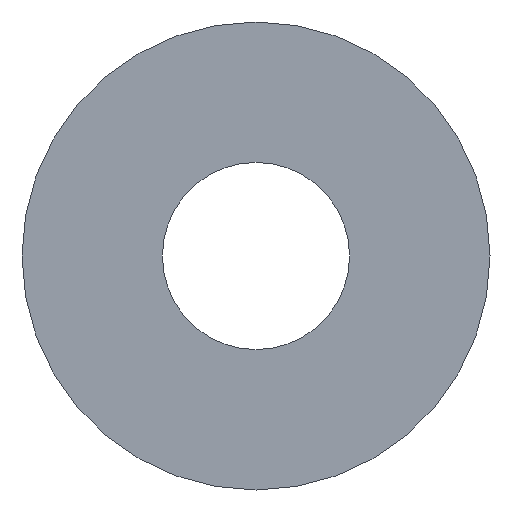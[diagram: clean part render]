
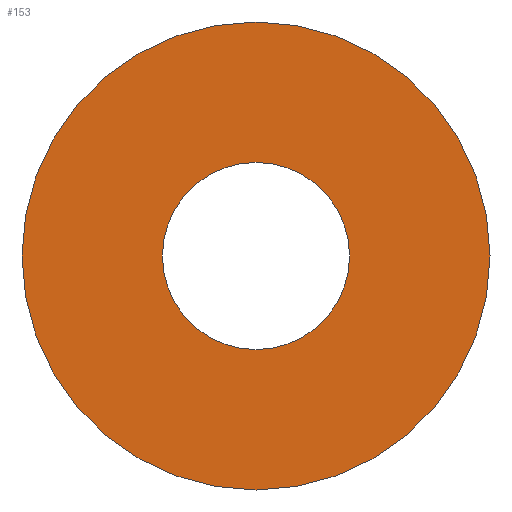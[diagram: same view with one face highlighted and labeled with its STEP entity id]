
A CAD part, front view. The second image highlights one B-rep face of the part: STEP entity #153.
In plain terms, the highlighted planar face has unit normal (0, -1, 0).
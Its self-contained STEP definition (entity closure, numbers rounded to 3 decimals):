
#5 = ORIENTED_EDGE ( 'NONE', *, *, #22, .F. ) ;
#18 = EDGE_LOOP ( 'NONE', ( #5, #195 ) ) ;
#22 = EDGE_CURVE ( 'NONE', #115, #105, #65, .T. ) ;
#33 = CIRCLE ( 'NONE', #231, 3. ) ;
#39 = CARTESIAN_POINT ( 'NONE',  ( 0., 0., 3. ) ) ;
#47 = CARTESIAN_POINT ( 'NONE',  ( 0., 0., 0. ) ) ;
#49 = EDGE_CURVE ( 'NONE', #135, #165, #95, .T. ) ;
#52 = CARTESIAN_POINT ( 'NONE',  ( 0., 0., 0. ) ) ;
#54 = EDGE_CURVE ( 'NONE', #105, #115, #232, .T. ) ;
#58 = CARTESIAN_POINT ( 'NONE',  ( 0., 0., 0. ) ) ;
#61 = AXIS2_PLACEMENT_3D ( 'NONE', #58, #238, #200 ) ;
#65 = CIRCLE ( 'NONE', #197, 7.5 ) ;
#75 = DIRECTION ( 'NONE',  ( 0., 0., 1. ) ) ;
#77 = CARTESIAN_POINT ( 'NONE',  ( 0., 0., -7.5 ) ) ;
#92 = CARTESIAN_POINT ( 'NONE',  ( 0., 0., 0. ) ) ;
#95 = CIRCLE ( 'NONE', #208, 3. ) ;
#97 = DIRECTION ( 'NONE',  ( 0., 1., 0. ) ) ;
#105 = VERTEX_POINT ( 'NONE', #184 ) ;
#108 = FACE_OUTER_BOUND ( 'NONE', #18, .T. ) ;
#109 = ORIENTED_EDGE ( 'NONE', *, *, #49, .T. ) ;
#112 = PLANE ( 'NONE',  #61 ) ;
#115 = VERTEX_POINT ( 'NONE', #77 ) ;
#117 = DIRECTION ( 'NONE',  ( 0., 0., 1. ) ) ;
#118 = FACE_BOUND ( 'NONE', #204, .T. ) ;
#135 = VERTEX_POINT ( 'NONE', #39 ) ;
#146 = DIRECTION ( 'NONE',  ( 0., 0., 1. ) ) ;
#153 = ADVANCED_FACE ( 'NONE', ( #108, #118 ), #112, .F. ) ;
#154 = DIRECTION ( 'NONE',  ( 0., 1., 0. ) ) ;
#165 = VERTEX_POINT ( 'NONE', #166 ) ;
#166 = CARTESIAN_POINT ( 'NONE',  ( 0., 0., -3. ) ) ;
#180 = DIRECTION ( 'NONE',  ( 0., 1., 0. ) ) ;
#184 = CARTESIAN_POINT ( 'NONE',  ( 0., 0., 7.5 ) ) ;
#195 = ORIENTED_EDGE ( 'NONE', *, *, #54, .F. ) ;
#196 = DIRECTION ( 'NONE',  ( 0., 0., 1. ) ) ;
#197 = AXIS2_PLACEMENT_3D ( 'NONE', #52, #180, #196 ) ;
#200 = DIRECTION ( 'NONE',  ( 0., 0., 1. ) ) ;
#204 = EDGE_LOOP ( 'NONE', ( #206, #109 ) ) ;
#206 = ORIENTED_EDGE ( 'NONE', *, *, #242, .T. ) ;
#208 = AXIS2_PLACEMENT_3D ( 'NONE', #92, #97, #146 ) ;
#220 = CARTESIAN_POINT ( 'NONE',  ( 0., 0., 0. ) ) ;
#223 = AXIS2_PLACEMENT_3D ( 'NONE', #220, #241, #75 ) ;
#231 = AXIS2_PLACEMENT_3D ( 'NONE', #47, #154, #117 ) ;
#232 = CIRCLE ( 'NONE', #223, 7.5 ) ;
#238 = DIRECTION ( 'NONE',  ( 0., 1., 0. ) ) ;
#241 = DIRECTION ( 'NONE',  ( 0., 1., 0. ) ) ;
#242 = EDGE_CURVE ( 'NONE', #165, #135, #33, .T. ) ;
